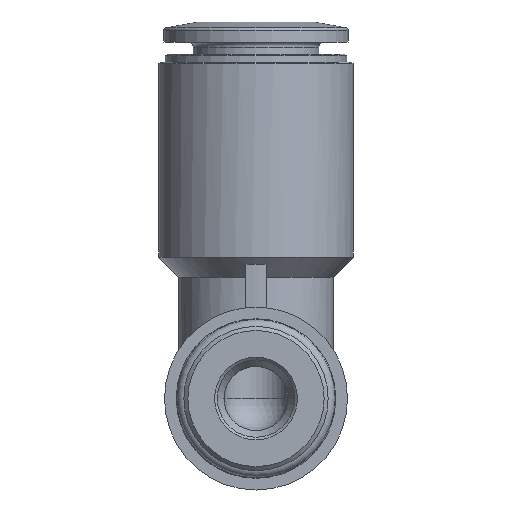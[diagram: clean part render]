
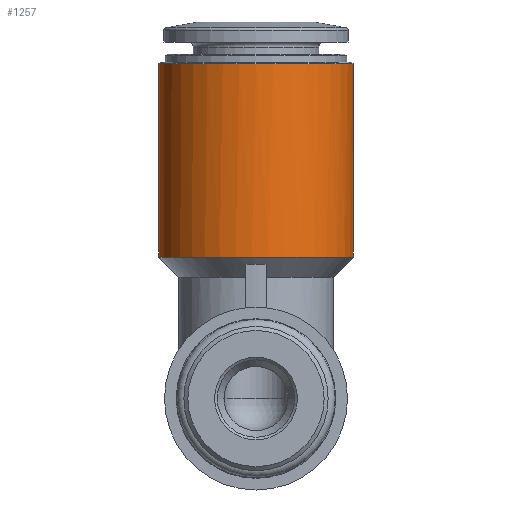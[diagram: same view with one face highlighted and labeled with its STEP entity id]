
A CAD part, front view. The second image highlights one B-rep face of the part: STEP entity #1257.
In plain terms, the highlighted cylindrical face has radius 7.3 mm (diameter 14.6 mm), a full revolution.
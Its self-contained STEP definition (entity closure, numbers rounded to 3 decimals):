
#113=CIRCLE('',#1305,7.3);
#153=CIRCLE('',#1382,7.3);
#283=ORIENTED_EDGE('',*,*,#379,.F.);
#284=ORIENTED_EDGE('',*,*,#423,.T.);
#379=EDGE_CURVE('',#466,#466,#113,.T.);
#423=EDGE_CURVE('',#508,#508,#153,.T.);
#466=VERTEX_POINT('',#1768);
#508=VERTEX_POINT('',#1903);
#608=EDGE_LOOP('',(#283));
#609=EDGE_LOOP('',(#284));
#718=FACE_BOUND('',#608,.T.);
#719=FACE_BOUND('',#609,.T.);
#760=CYLINDRICAL_SURFACE('',#1383,7.3);
#1257=ADVANCED_FACE('',(#718,#719),#760,.T.);
#1305=AXIS2_PLACEMENT_3D('',#1767,#1472,#1473);
#1382=AXIS2_PLACEMENT_3D('',#1902,#1626,#1627);
#1383=AXIS2_PLACEMENT_3D('',#1904,#1628,#1629);
#1472=DIRECTION('',(0.,0.,-1.));
#1473=DIRECTION('',(-1.,0.,0.));
#1626=DIRECTION('',(0.,0.,-1.));
#1627=DIRECTION('',(-1.,0.,0.));
#1628=DIRECTION('',(0.,0.,-1.));
#1629=DIRECTION('',(-1.,0.,0.));
#1767=CARTESIAN_POINT('',(0.,17.8,10.6));
#1768=CARTESIAN_POINT('',(-7.3,17.8,10.6));
#1902=CARTESIAN_POINT('',(0.,17.8,25.059));
#1903=CARTESIAN_POINT('',(-7.3,17.8,25.059));
#1904=CARTESIAN_POINT('',(0.,17.8,-5.8));
